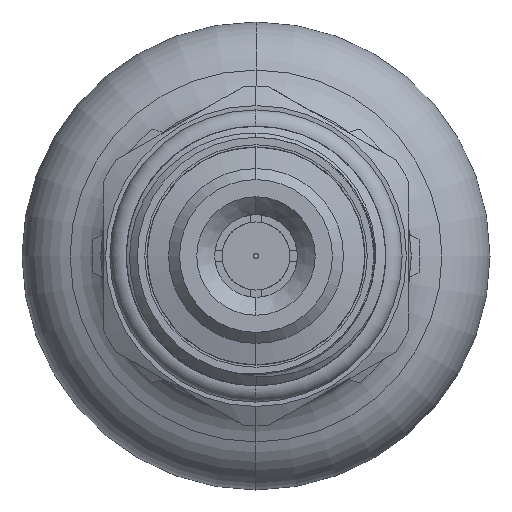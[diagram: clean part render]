
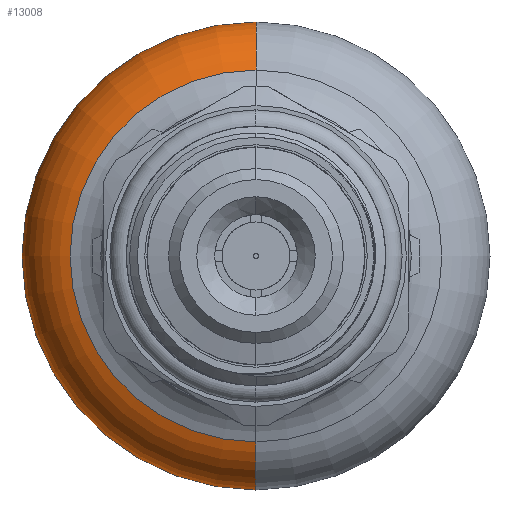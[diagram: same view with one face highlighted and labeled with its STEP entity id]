
A CAD part, left-side view. The second image highlights one B-rep face of the part: STEP entity #13008.
In plain terms, the highlighted toroidal (fillet/blend) face has major radius 12 mm and minor radius 5 mm.
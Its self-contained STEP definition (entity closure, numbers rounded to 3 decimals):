
#317 = EDGE_CURVE ( 'NONE', #3513, #3493, #4361, .T. ) ;
#319 = EDGE_CURVE ( 'NONE', #3509, #3514, #4362, .T. ) ;
#322 = EDGE_CURVE ( 'NONE', #3493, #3514, #4366, .T. ) ;
#1156 = EDGE_CURVE ( 'NONE', #3513, #3509, #4989, .T. ) ;
#1506 = ORIENTED_EDGE ( 'NONE', *, *, #317, .F. ) ;
#1507 = ORIENTED_EDGE ( 'NONE', *, *, #1156, .T. ) ;
#1509 = ORIENTED_EDGE ( 'NONE', *, *, #319, .T. ) ;
#1510 = ORIENTED_EDGE ( 'NONE', *, *, #322, .F. ) ;
#3118 = EDGE_LOOP ( 'NONE', ( #1506, #1507, #1509, #1510 ) ) ;
#3493 = VERTEX_POINT ( 'NONE', #10841 ) ;
#3509 = VERTEX_POINT ( 'NONE', #10857 ) ;
#3513 = VERTEX_POINT ( 'NONE', #10861 ) ;
#3514 = VERTEX_POINT ( 'NONE', #10862 ) ;
#4361 = CIRCLE ( 'NONE', #5023, 5. ) ;
#4362 = CIRCLE ( 'NONE', #5025, 5. ) ;
#4366 = CIRCLE ( 'NONE', #5028, 13.5 ) ;
#4989 = CIRCLE ( 'NONE', #5261, 14.541 ) ;
#5023 = AXIS2_PLACEMENT_3D ( 'NONE', #21108, #21057, #21093 ) ;
#5025 = AXIS2_PLACEMENT_3D ( 'NONE', #21018, #20961, #20962 ) ;
#5028 = AXIS2_PLACEMENT_3D ( 'NONE', #21098, #21122, #21107 ) ;
#5261 = AXIS2_PLACEMENT_3D ( 'NONE', #8790, #8791, #8792 ) ;
#5531 = AXIS2_PLACEMENT_3D ( 'NONE', #19324, #19320, #19326 ) ;
#8790 = CARTESIAN_POINT ( 'NONE',  ( 103.596, 0., 0. ) ) ;
#8791 = DIRECTION ( 'NONE',  ( -1., 0., 0. ) ) ;
#8792 = DIRECTION ( 'NONE',  ( 0., 0., -1. ) ) ;
#9808 = TOROIDAL_SURFACE ( 'NONE', #5531, 12., 5. ) ;
#9809 = FACE_OUTER_BOUND ( 'NONE', #3118, .T. ) ;
#10841 = CARTESIAN_POINT ( 'NONE',  ( 94.52, 0., 13.5 ) ) ;
#10857 = CARTESIAN_POINT ( 'NONE',  ( 103.596, 0., -14.541 ) ) ;
#10861 = CARTESIAN_POINT ( 'NONE',  ( 103.596, 0., 14.541 ) ) ;
#10862 = CARTESIAN_POINT ( 'NONE',  ( 94.52, 0., -13.5 ) ) ;
#13008 = ADVANCED_FACE ( 'NONE', ( #9809 ), #9808, .T. ) ;
#19320 = DIRECTION ( 'NONE',  ( -1., 0., 0. ) ) ;
#19324 = CARTESIAN_POINT ( 'NONE',  ( 99.289, 0., 0. ) ) ;
#19326 = DIRECTION ( 'NONE',  ( 0., 0., -1. ) ) ;
#20961 = DIRECTION ( 'NONE',  ( 0., 1., 0. ) ) ;
#20962 = DIRECTION ( 'NONE',  ( 0., 0., 1. ) ) ;
#21018 = CARTESIAN_POINT ( 'NONE',  ( 99.289, 0., -12. ) ) ;
#21057 = DIRECTION ( 'NONE',  ( 0., -1., 0. ) ) ;
#21093 = DIRECTION ( 'NONE',  ( 0., 0., -1. ) ) ;
#21098 = CARTESIAN_POINT ( 'NONE',  ( 94.52, 0., 0. ) ) ;
#21107 = DIRECTION ( 'NONE',  ( 0., 0., -1. ) ) ;
#21108 = CARTESIAN_POINT ( 'NONE',  ( 99.289, 0., 12. ) ) ;
#21122 = DIRECTION ( 'NONE',  ( -1., 0., 0. ) ) ;
